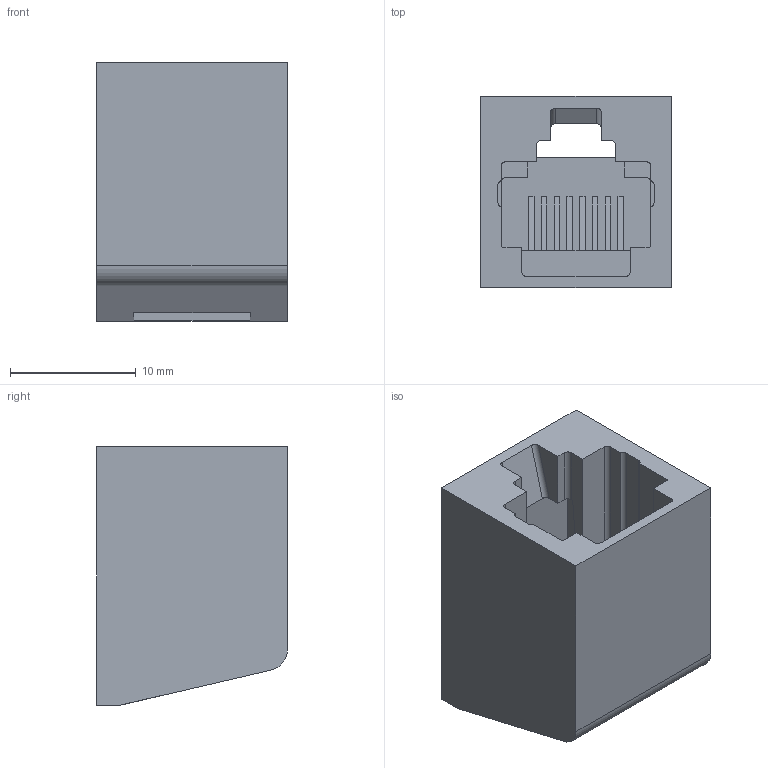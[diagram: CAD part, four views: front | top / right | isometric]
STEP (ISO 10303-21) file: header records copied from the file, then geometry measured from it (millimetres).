
FILE_DESCRIPTION (( 'STEP AP214' ), '1' );
FILE_NAME ('BUbeta_black.STEP', '2019-08-15T13:59:59', ( '' ), ( '' ), 'SwSTEP 2.0', 'SolidWorks 2019', '' );
FILE_SCHEMA (( 'AUTOMOTIVE_DESIGN' ));
Length unit declared in the file: millimetre
Products named in the file (1): BUbeta_black
Bounding box: 15.2 x 15.19 x 20.6 mm (x, y, z)
Volume: 2723.2 mm3; surface area: 2540.2 mm2
Topology: 1 solids, 1 shells, 94 faces, 272 edges, 180 vertices
Faces by surface type: plane 75, cylinder 19
Entity records: 4209 total; most frequent: CARTESIAN_POINT 604, ORIENTED_EDGE 544, DIRECTION 490, EDGE_CURVE 272, VECTOR 236, LINE 236, VERTEX_POINT 180, AXIS2_PLACEMENT_3D 127
